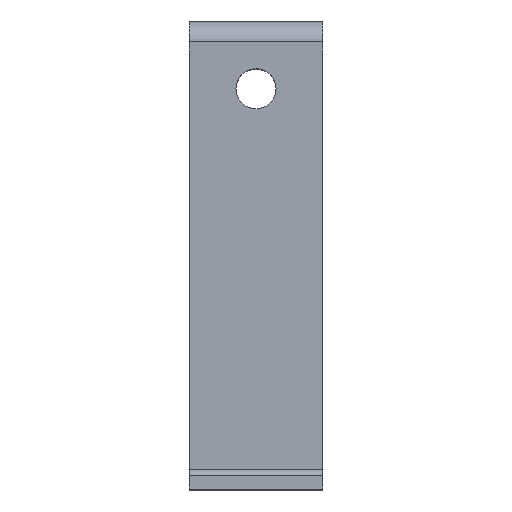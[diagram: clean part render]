
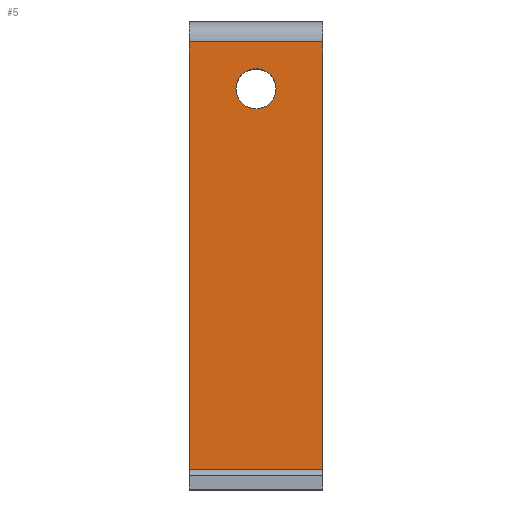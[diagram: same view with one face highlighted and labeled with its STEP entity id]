
A CAD part, top view. The second image highlights one B-rep face of the part: STEP entity #5.
In plain terms, the highlighted planar face has unit normal (0, 0, 1).
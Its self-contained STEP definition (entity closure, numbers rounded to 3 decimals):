
#5 = ADVANCED_FACE ( 'NONE', ( #726, #1286 ), #681, .F. ) ;
#51 = ORIENTED_EDGE ( 'NONE', *, *, #1310, .T. ) ;
#90 = VERTEX_POINT ( 'NONE', #352 ) ;
#91 = DIRECTION ( 'NONE',  ( 1., 0., 0. ) ) ;
#103 = CARTESIAN_POINT ( 'NONE',  ( 10., 31., 17.625 ) ) ;
#124 = DIRECTION ( 'NONE',  ( 0., 0., -1. ) ) ;
#147 = EDGE_CURVE ( 'NONE', #998, #1138, #1053, .T. ) ;
#345 = AXIS2_PLACEMENT_3D ( 'NONE', #1201, #1079, #91 ) ;
#352 = CARTESIAN_POINT ( 'NONE',  ( 10., -33., 17.625 ) ) ;
#355 = ORIENTED_EDGE ( 'NONE', *, *, #875, .F. ) ;
#432 = CARTESIAN_POINT ( 'NONE',  ( 10., 31., 17.625 ) ) ;
#438 = DIRECTION ( 'NONE',  ( -1., 0., 0. ) ) ;
#506 = CARTESIAN_POINT ( 'NONE',  ( 10., -33., 17.625 ) ) ;
#521 = ORIENTED_EDGE ( 'NONE', *, *, #604, .F. ) ;
#549 = DIRECTION ( 'NONE',  ( 1., 0., 0. ) ) ;
#604 = EDGE_CURVE ( 'NONE', #754, #1149, #1003, .T. ) ;
#624 = VERTEX_POINT ( 'NONE', #989 ) ;
#630 = EDGE_CURVE ( 'NONE', #90, #624, #1041, .T. ) ;
#681 = PLANE ( 'NONE',  #1325 ) ;
#684 = CARTESIAN_POINT ( 'NONE',  ( -3., 24., 17.625 ) ) ;
#717 = DIRECTION ( 'NONE',  ( 0., -1., 0. ) ) ;
#726 = FACE_BOUND ( 'NONE', #1096, .T. ) ;
#754 = VERTEX_POINT ( 'NONE', #1239 ) ;
#758 = ORIENTED_EDGE ( 'NONE', *, *, #630, .F. ) ;
#784 = CARTESIAN_POINT ( 'NONE',  ( 0., 24., 17.625 ) ) ;
#786 = CARTESIAN_POINT ( 'NONE',  ( 10., -33., 17.625 ) ) ;
#838 = ORIENTED_EDGE ( 'NONE', *, *, #147, .T. ) ;
#846 = VECTOR ( 'NONE', #438, 1000. ) ;
#875 = EDGE_CURVE ( 'NONE', #1149, #754, #1411, .T. ) ;
#888 = CARTESIAN_POINT ( 'NONE',  ( 10., -33., 17.625 ) ) ;
#989 = CARTESIAN_POINT ( 'NONE',  ( -10., -33., 17.625 ) ) ;
#998 = VERTEX_POINT ( 'NONE', #103 ) ;
#1003 = CIRCLE ( 'NONE', #1008, 3. ) ;
#1008 = AXIS2_PLACEMENT_3D ( 'NONE', #784, #1099, #549 ) ;
#1033 = VECTOR ( 'NONE', #717, 1000. ) ;
#1041 = LINE ( 'NONE', #888, #846 ) ;
#1053 = LINE ( 'NONE', #432, #1129 ) ;
#1079 = DIRECTION ( 'NONE',  ( 0., 0., 1. ) ) ;
#1089 = DIRECTION ( 'NONE',  ( -1., 0., 0. ) ) ;
#1096 = EDGE_LOOP ( 'NONE', ( #521, #355 ) ) ;
#1099 = DIRECTION ( 'NONE',  ( 0., 0., 1. ) ) ;
#1129 = VECTOR ( 'NONE', #1089, 1000. ) ;
#1138 = VERTEX_POINT ( 'NONE', #1339 ) ;
#1149 = VERTEX_POINT ( 'NONE', #684 ) ;
#1166 = VECTOR ( 'NONE', #1400, 1000. ) ;
#1201 = CARTESIAN_POINT ( 'NONE',  ( 0., 24., 17.625 ) ) ;
#1230 = ORIENTED_EDGE ( 'NONE', *, *, #1355, .F. ) ;
#1231 = DIRECTION ( 'NONE',  ( -1., 0., 0. ) ) ;
#1239 = CARTESIAN_POINT ( 'NONE',  ( 3., 24., 17.625 ) ) ;
#1266 = EDGE_LOOP ( 'NONE', ( #51, #758, #1230, #838 ) ) ;
#1286 = FACE_OUTER_BOUND ( 'NONE', #1266, .T. ) ;
#1288 = CARTESIAN_POINT ( 'NONE',  ( -10., -33., 17.625 ) ) ;
#1310 = EDGE_CURVE ( 'NONE', #1138, #624, #1427, .T. ) ;
#1325 = AXIS2_PLACEMENT_3D ( 'NONE', #786, #124, #1231 ) ;
#1339 = CARTESIAN_POINT ( 'NONE',  ( -10., 31., 17.625 ) ) ;
#1341 = LINE ( 'NONE', #506, #1166 ) ;
#1355 = EDGE_CURVE ( 'NONE', #998, #90, #1341, .T. ) ;
#1400 = DIRECTION ( 'NONE',  ( 0., -1., 0. ) ) ;
#1411 = CIRCLE ( 'NONE', #345, 3. ) ;
#1427 = LINE ( 'NONE', #1288, #1033 ) ;
